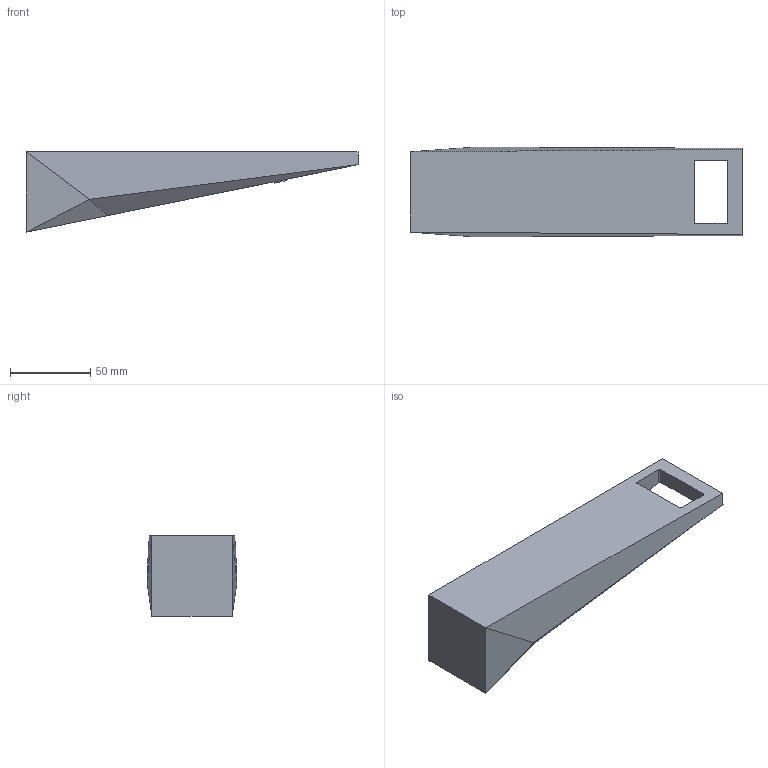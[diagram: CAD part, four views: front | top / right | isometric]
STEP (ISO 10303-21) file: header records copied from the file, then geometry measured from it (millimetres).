
FILE_DESCRIPTION(/* description */ ('Unknown'),/* implementation_level */ '2;1');
FILE_NAME(/* name */ '13485000 New1',/* time_stamp */ '2023-07-27T07:33:01+02:00',/* author */ ('Unknown'),/* organization */ ('GROHE AG'),/* preprocessor_version */ 'ST-DEVELOPER v16.7',/* originating_system */ 'DEX',/* authorisation */ $);
FILE_SCHEMA (('AUTOMOTIVE_DESIGN {1 0 10303 214 3 1 1}'));
Length unit declared in the file: millimetre
Products named in the file (3): 13485000 New1; _0; 110118 Wall Spout Bath_0
Assembly tree (2 placements, depth 2):
  13485000 New1
    _0
    110118 Wall Spout Bath_0
Bounding box: 206.78 x 55.78 x 50 mm (x, y, z)
Surface area: 38584.3 mm2 (no closed solid volume)
Topology: 0 solids, 2 shells, 61 faces, 246 edges, 184 vertices
Faces by surface type: plane 34, cylinder 18, bspline 5, cone 4
Entity records: 2822 total; most frequent: CARTESIAN_POINT 752, DIRECTION 412, ORIENTED_EDGE 376, EDGE_CURVE 246, VERTEX_POINT 184, LINE 154, VECTOR 154, AXIS2_PLACEMENT_3D 129
